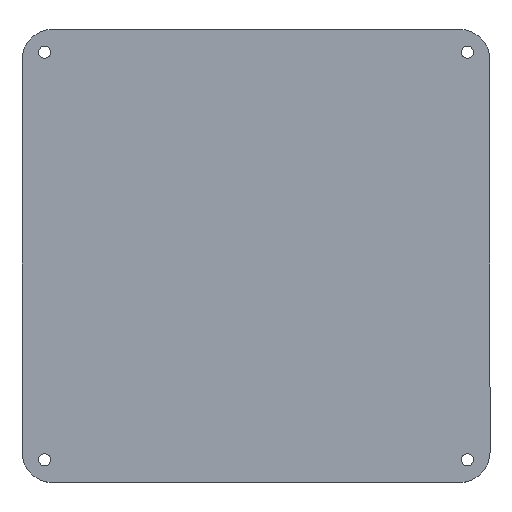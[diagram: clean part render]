
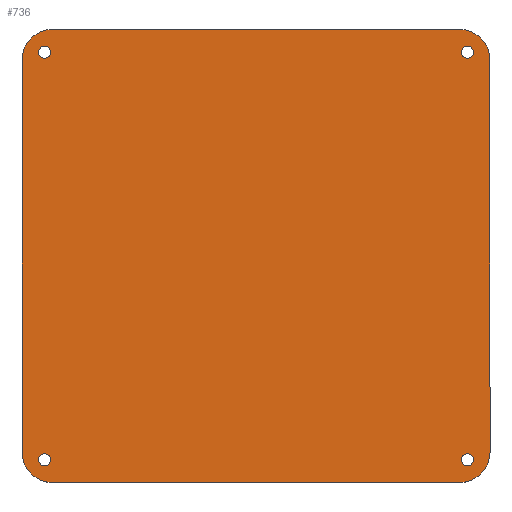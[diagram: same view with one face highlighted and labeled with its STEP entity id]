
A CAD part, top view. The second image highlights one B-rep face of the part: STEP entity #736.
In plain terms, the highlighted planar face has unit normal (0, 0, 1).
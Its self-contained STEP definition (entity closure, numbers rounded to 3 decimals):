
#13 = CIRCLE ( 'NONE', #524, 2. ) ;
#15 = CIRCLE ( 'NONE', #756, 2. ) ;
#18 = DIRECTION ( 'NONE',  ( 0., 0., -1. ) ) ;
#26 = DIRECTION ( 'NONE',  ( 0., 0., -1. ) ) ;
#27 = EDGE_CURVE ( 'NONE', #246, #226, #398, .T. ) ;
#31 = AXIS2_PLACEMENT_3D ( 'NONE', #1209, #18, #202 ) ;
#82 = AXIS2_PLACEMENT_3D ( 'NONE', #1213, #1002, #108 ) ;
#85 = DIRECTION ( 'NONE',  ( -1., 0., 0. ) ) ;
#94 = DIRECTION ( 'NONE',  ( 1., 0., 0. ) ) ;
#98 = EDGE_CURVE ( 'NONE', #938, #1013, #1034, .T. ) ;
#103 = CIRCLE ( 'NONE', #947, 10. ) ;
#106 = ORIENTED_EDGE ( 'NONE', *, *, #1153, .T. ) ;
#107 = CIRCLE ( 'NONE', #1123, 2. ) ;
#108 = DIRECTION ( 'NONE',  ( -1., 0., 0. ) ) ;
#118 = VERTEX_POINT ( 'NONE', #498 ) ;
#132 = CARTESIAN_POINT ( 'NONE',  ( -179.5, 67.5, 6.5 ) ) ;
#142 = EDGE_LOOP ( 'NONE', ( #768, #232 ) ) ;
#154 = VERTEX_POINT ( 'NONE', #219 ) ;
#161 = CARTESIAN_POINT ( 'NONE',  ( -325., -65., 6.5 ) ) ;
#164 = CARTESIAN_POINT ( 'NONE',  ( -170., 65., 6.5 ) ) ;
#165 = EDGE_CURVE ( 'NONE', #118, #743, #254, .T. ) ;
#178 = DIRECTION ( 'NONE',  ( 1., 0., 0. ) ) ;
#194 = AXIS2_PLACEMENT_3D ( 'NONE', #399, #588, #700 ) ;
#197 = DIRECTION ( 'NONE',  ( 0., 0., -1. ) ) ;
#202 = DIRECTION ( 'NONE',  ( -1., 0., 0. ) ) ;
#213 = VERTEX_POINT ( 'NONE', #1130 ) ;
#218 = CARTESIAN_POINT ( 'NONE',  ( -315., -75., 6.5 ) ) ;
#219 = CARTESIAN_POINT ( 'NONE',  ( -319.5, -67.5, 6.5 ) ) ;
#226 = VERTEX_POINT ( 'NONE', #837 ) ;
#232 = ORIENTED_EDGE ( 'NONE', *, *, #577, .T. ) ;
#238 = LINE ( 'NONE', #945, #862 ) ;
#246 = VERTEX_POINT ( 'NONE', #1051 ) ;
#254 = CIRCLE ( 'NONE', #31, 2. ) ;
#265 = FACE_OUTER_BOUND ( 'NONE', #993, .T. ) ;
#269 = CARTESIAN_POINT ( 'NONE',  ( -325., 65., 6.5 ) ) ;
#283 = VERTEX_POINT ( 'NONE', #1155 ) ;
#284 = CARTESIAN_POINT ( 'NONE',  ( -180., 65., 6.5 ) ) ;
#288 = DIRECTION ( 'NONE',  ( -1., 0., 0. ) ) ;
#289 = DIRECTION ( 'NONE',  ( 1., 0., 0. ) ) ;
#291 = DIRECTION ( 'NONE',  ( 0., 0., 1. ) ) ;
#312 = ORIENTED_EDGE ( 'NONE', *, *, #636, .T. ) ;
#313 = DIRECTION ( 'NONE',  ( 0., 0., -1. ) ) ;
#318 = AXIS2_PLACEMENT_3D ( 'NONE', #1298, #291, #178 ) ;
#357 = CARTESIAN_POINT ( 'NONE',  ( -317.5, -67.5, 6.5 ) ) ;
#359 = ORIENTED_EDGE ( 'NONE', *, *, #98, .T. ) ;
#362 = VERTEX_POINT ( 'NONE', #1277 ) ;
#369 = FACE_BOUND ( 'NONE', #980, .T. ) ;
#379 = CARTESIAN_POINT ( 'NONE',  ( -170., -65., 6.5 ) ) ;
#394 = ORIENTED_EDGE ( 'NONE', *, *, #528, .T. ) ;
#395 = EDGE_CURVE ( 'NONE', #739, #651, #103, .T. ) ;
#398 = LINE ( 'NONE', #998, #774 ) ;
#399 = CARTESIAN_POINT ( 'NONE',  ( -317.5, -67.5, 6.5 ) ) ;
#427 = CARTESIAN_POINT ( 'NONE',  ( -325., 65., 6.5 ) ) ;
#445 = DIRECTION ( 'NONE',  ( 0., 0., -1. ) ) ;
#463 = ORIENTED_EDGE ( 'NONE', *, *, #465, .T. ) ;
#465 = EDGE_CURVE ( 'NONE', #743, #118, #797, .T. ) ;
#484 = FACE_BOUND ( 'NONE', #552, .T. ) ;
#493 = DIRECTION ( 'NONE',  ( 1., 0., 0. ) ) ;
#498 = CARTESIAN_POINT ( 'NONE',  ( -319.5, 67.5, 6.5 ) ) ;
#507 = CIRCLE ( 'NONE', #593, 10. ) ;
#510 = DIRECTION ( 'NONE',  ( -1., 0., 0. ) ) ;
#524 = AXIS2_PLACEMENT_3D ( 'NONE', #740, #26, #851 ) ;
#528 = EDGE_CURVE ( 'NONE', #651, #283, #1124, .T. ) ;
#536 = DIRECTION ( 'NONE',  ( -1., 0., 0. ) ) ;
#552 = EDGE_LOOP ( 'NONE', ( #757, #709 ) ) ;
#558 = CARTESIAN_POINT ( 'NONE',  ( -175.5, -67.5, 6.5 ) ) ;
#577 = EDGE_CURVE ( 'NONE', #213, #894, #13, .T. ) ;
#586 = EDGE_CURVE ( 'NONE', #362, #154, #1139, .T. ) ;
#588 = DIRECTION ( 'NONE',  ( 0., 0., -1. ) ) ;
#589 = EDGE_LOOP ( 'NONE', ( #359, #841 ) ) ;
#593 = AXIS2_PLACEMENT_3D ( 'NONE', #1294, #794, #289 ) ;
#599 = CARTESIAN_POINT ( 'NONE',  ( -177.5, -67.5, 6.5 ) ) ;
#615 = DIRECTION ( 'NONE',  ( -1., 0., 0. ) ) ;
#627 = CARTESIAN_POINT ( 'NONE',  ( -315., -75., 6.5 ) ) ;
#633 = CIRCLE ( 'NONE', #820, 10. ) ;
#634 = ORIENTED_EDGE ( 'NONE', *, *, #165, .T. ) ;
#636 = EDGE_CURVE ( 'NONE', #1178, #1046, #238, .T. ) ;
#651 = VERTEX_POINT ( 'NONE', #627 ) ;
#677 = CARTESIAN_POINT ( 'NONE',  ( -315.5, 67.5, 6.5 ) ) ;
#693 = VERTEX_POINT ( 'NONE', #427 ) ;
#700 = DIRECTION ( 'NONE',  ( -1., 0., 0. ) ) ;
#709 = ORIENTED_EDGE ( 'NONE', *, *, #586, .T. ) ;
#736 = ADVANCED_FACE ( 'NONE', ( #1275, #484, #369, #766, #265 ), #1281, .T. ) ;
#739 = VERTEX_POINT ( 'NONE', #161 ) ;
#740 = CARTESIAN_POINT ( 'NONE',  ( -177.5, 67.5, 6.5 ) ) ;
#743 = VERTEX_POINT ( 'NONE', #677 ) ;
#756 = AXIS2_PLACEMENT_3D ( 'NONE', #814, #313, #615 ) ;
#757 = ORIENTED_EDGE ( 'NONE', *, *, #1210, .T. ) ;
#758 = CIRCLE ( 'NONE', #194, 2. ) ;
#766 = FACE_BOUND ( 'NONE', #142, .T. ) ;
#768 = ORIENTED_EDGE ( 'NONE', *, *, #849, .T. ) ;
#774 = VECTOR ( 'NONE', #288, 1000. ) ;
#794 = DIRECTION ( 'NONE',  ( 0., 0., 1. ) ) ;
#797 = CIRCLE ( 'NONE', #82, 2. ) ;
#814 = CARTESIAN_POINT ( 'NONE',  ( -177.5, 67.5, 6.5 ) ) ;
#818 = VECTOR ( 'NONE', #94, 1000. ) ;
#820 = AXIS2_PLACEMENT_3D ( 'NONE', #1072, #1252, #1167 ) ;
#825 = DIRECTION ( 'NONE',  ( 0., 1., 0. ) ) ;
#837 = CARTESIAN_POINT ( 'NONE',  ( -315., 75., 6.5 ) ) ;
#841 = ORIENTED_EDGE ( 'NONE', *, *, #1216, .T. ) ;
#849 = EDGE_CURVE ( 'NONE', #894, #213, #15, .T. ) ;
#851 = DIRECTION ( 'NONE',  ( -1., 0., 0. ) ) ;
#855 = DIRECTION ( 'NONE',  ( 0., -1., 0. ) ) ;
#862 = VECTOR ( 'NONE', #825, 1000. ) ;
#894 = VERTEX_POINT ( 'NONE', #132 ) ;
#908 = CARTESIAN_POINT ( 'NONE',  ( -177.5, -67.5, 6.5 ) ) ;
#911 = ORIENTED_EDGE ( 'NONE', *, *, #27, .T. ) ;
#916 = ORIENTED_EDGE ( 'NONE', *, *, #395, .T. ) ;
#938 = VERTEX_POINT ( 'NONE', #1235 ) ;
#945 = CARTESIAN_POINT ( 'NONE',  ( -170., -65., 6.5 ) ) ;
#947 = AXIS2_PLACEMENT_3D ( 'NONE', #1282, #1091, #493 ) ;
#972 = LINE ( 'NONE', #269, #1037 ) ;
#980 = EDGE_LOOP ( 'NONE', ( #634, #463 ) ) ;
#993 = EDGE_LOOP ( 'NONE', ( #916, #394, #1088, #312, #106, #911, #1206, #1283 ) ) ;
#998 = CARTESIAN_POINT ( 'NONE',  ( -180., 75., 6.5 ) ) ;
#1002 = DIRECTION ( 'NONE',  ( 0., 0., -1. ) ) ;
#1013 = VERTEX_POINT ( 'NONE', #558 ) ;
#1016 = EDGE_CURVE ( 'NONE', #693, #739, #972, .T. ) ;
#1034 = CIRCLE ( 'NONE', #1289, 2. ) ;
#1037 = VECTOR ( 'NONE', #855, 1000. ) ;
#1042 = EDGE_CURVE ( 'NONE', #283, #1178, #633, .T. ) ;
#1046 = VERTEX_POINT ( 'NONE', #164 ) ;
#1051 = CARTESIAN_POINT ( 'NONE',  ( -180., 75., 6.5 ) ) ;
#1072 = CARTESIAN_POINT ( 'NONE',  ( -180., -65., 6.5 ) ) ;
#1088 = ORIENTED_EDGE ( 'NONE', *, *, #1042, .T. ) ;
#1091 = DIRECTION ( 'NONE',  ( 0., 0., 1. ) ) ;
#1093 = DIRECTION ( 'NONE',  ( 1., 0., 0. ) ) ;
#1123 = AXIS2_PLACEMENT_3D ( 'NONE', #599, #1312, #85 ) ;
#1124 = LINE ( 'NONE', #218, #818 ) ;
#1130 = CARTESIAN_POINT ( 'NONE',  ( -175.5, 67.5, 6.5 ) ) ;
#1139 = CIRCLE ( 'NONE', #1184, 2. ) ;
#1143 = AXIS2_PLACEMENT_3D ( 'NONE', #284, #1192, #1093 ) ;
#1153 = EDGE_CURVE ( 'NONE', #1046, #246, #1225, .T. ) ;
#1155 = CARTESIAN_POINT ( 'NONE',  ( -180., -75., 6.5 ) ) ;
#1167 = DIRECTION ( 'NONE',  ( 1., 0., 0. ) ) ;
#1177 = EDGE_CURVE ( 'NONE', #226, #693, #507, .T. ) ;
#1178 = VERTEX_POINT ( 'NONE', #379 ) ;
#1184 = AXIS2_PLACEMENT_3D ( 'NONE', #357, #445, #536 ) ;
#1192 = DIRECTION ( 'NONE',  ( 0., 0., 1. ) ) ;
#1206 = ORIENTED_EDGE ( 'NONE', *, *, #1177, .T. ) ;
#1209 = CARTESIAN_POINT ( 'NONE',  ( -317.5, 67.5, 6.5 ) ) ;
#1210 = EDGE_CURVE ( 'NONE', #154, #362, #758, .T. ) ;
#1213 = CARTESIAN_POINT ( 'NONE',  ( -317.5, 67.5, 6.5 ) ) ;
#1216 = EDGE_CURVE ( 'NONE', #1013, #938, #107, .T. ) ;
#1225 = CIRCLE ( 'NONE', #1143, 10. ) ;
#1235 = CARTESIAN_POINT ( 'NONE',  ( -179.5, -67.5, 6.5 ) ) ;
#1252 = DIRECTION ( 'NONE',  ( 0., 0., 1. ) ) ;
#1275 = FACE_BOUND ( 'NONE', #589, .T. ) ;
#1277 = CARTESIAN_POINT ( 'NONE',  ( -315.5, -67.5, 6.5 ) ) ;
#1281 = PLANE ( 'NONE',  #318 ) ;
#1282 = CARTESIAN_POINT ( 'NONE',  ( -315., -65., 6.5 ) ) ;
#1283 = ORIENTED_EDGE ( 'NONE', *, *, #1016, .T. ) ;
#1289 = AXIS2_PLACEMENT_3D ( 'NONE', #908, #197, #510 ) ;
#1294 = CARTESIAN_POINT ( 'NONE',  ( -315., 65., 6.5 ) ) ;
#1298 = CARTESIAN_POINT ( 'NONE',  ( -315., -65., 6.5 ) ) ;
#1312 = DIRECTION ( 'NONE',  ( 0., 0., -1. ) ) ;
